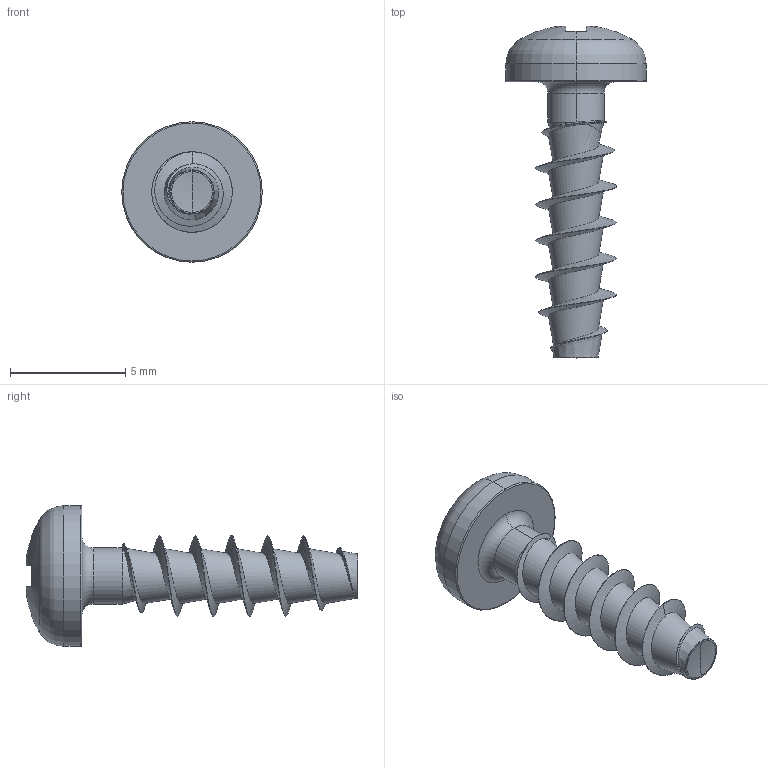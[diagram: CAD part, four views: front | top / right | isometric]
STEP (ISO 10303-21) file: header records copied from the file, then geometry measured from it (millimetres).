
FILE_DESCRIPTION (( 'STEP AP203' ), '1' );
FILE_NAME ('STP22A0350120.STEP', '2017-11-16T18:33:50', ( '' ), ( '' ), 'SwSTEP 2.0', 'SolidWorks 2015', '' );
FILE_SCHEMA (( 'CONFIG_CONTROL_DESIGN' ));
Length unit declared in the file: millimetre
Products named in the file (1): STP22A0350120
Bounding box: 6.1 x 14.43 x 6.1 mm (x, y, z)
Volume: 101.9 mm3; surface area: 234.4 mm2
Topology: 1 solids, 1 shells, 172 faces, 405 edges, 235 vertices
Faces by surface type: bspline 52, torus 36, plane 30, cylinder 25, sphere 20, cone 9
Entity records: 13864 total; most frequent: CARTESIAN_POINT 10252, ORIENTED_EDGE 806, DIRECTION 684, EDGE_CURVE 403, AXIS2_PLACEMENT_3D 307, VERTEX_POINT 235, CIRCLE 186, EDGE_LOOP 174
